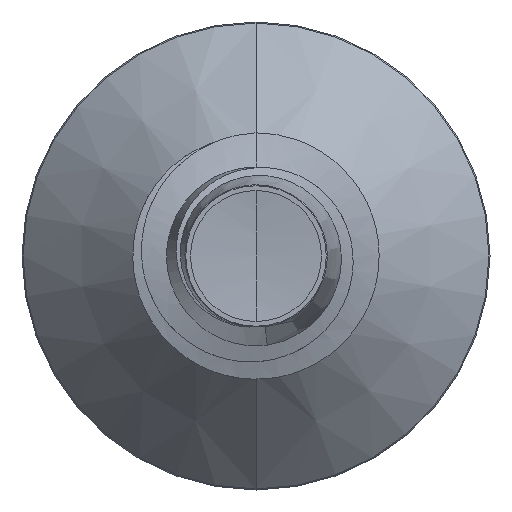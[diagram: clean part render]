
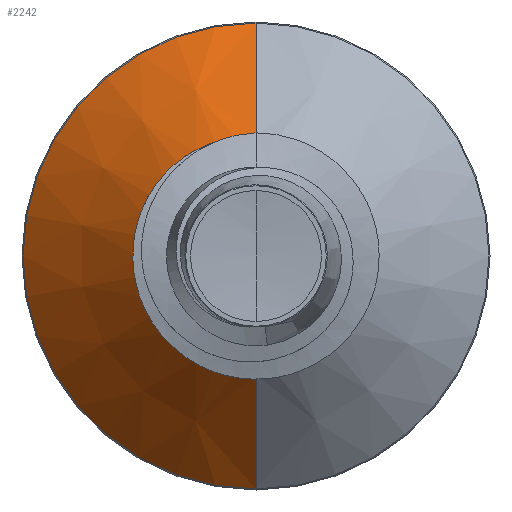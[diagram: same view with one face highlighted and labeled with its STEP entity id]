
A CAD part, front view. The second image highlights one B-rep face of the part: STEP entity #2242.
In plain terms, the highlighted conical face has half-angle 45 degrees and reference radius 0.97 mm.
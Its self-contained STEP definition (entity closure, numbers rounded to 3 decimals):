
#97 = VECTOR ( 'NONE', #780, 1000. ) ;
#201 = VERTEX_POINT ( 'NONE', #6341 ) ;
#780 = DIRECTION ( 'NONE',  ( 0., 0.707, -0.707 ) ) ;
#842 = AXIS2_PLACEMENT_3D ( 'NONE', #2458, #2450, #2435 ) ;
#851 = CARTESIAN_POINT ( 'NONE',  ( 0., 1.22, -0.97 ) ) ;
#1045 = CARTESIAN_POINT ( 'NONE',  ( 0., 1.22, 0.97 ) ) ;
#1109 = AXIS2_PLACEMENT_3D ( 'NONE', #5421, #5415, #5405 ) ;
#1125 = DIRECTION ( 'NONE',  ( 0., 0.707, 0.707 ) ) ;
#1886 = CARTESIAN_POINT ( 'NONE',  ( 0., 1.22, 0. ) ) ;
#1887 = DIRECTION ( 'NONE',  ( 0., 0., 1. ) ) ;
#1913 = DIRECTION ( 'NONE',  ( 0., 1., 0. ) ) ;
#2242 = ADVANCED_FACE ( 'NONE', ( #6640 ), #3715, .T. ) ;
#2435 = DIRECTION ( 'NONE',  ( 0., 0., 1. ) ) ;
#2450 = DIRECTION ( 'NONE',  ( 0., 1., 0. ) ) ;
#2458 = CARTESIAN_POINT ( 'NONE',  ( 0., 1.22, 0. ) ) ;
#2872 = CARTESIAN_POINT ( 'NONE',  ( 0., 1.22, 0.97 ) ) ;
#3017 = CARTESIAN_POINT ( 'NONE',  ( 0., 2.141, 1.891 ) ) ;
#3118 = ORIENTED_EDGE ( 'NONE', *, *, #6379, .T. ) ;
#3404 = CARTESIAN_POINT ( 'NONE',  ( 0., 1.22, -0.97 ) ) ;
#3715 = CONICAL_SURFACE ( 'NONE', #5095, 0.97, 0.785 ) ;
#4090 = CIRCLE ( 'NONE', #1109, 1.891 ) ;
#4145 = ORIENTED_EDGE ( 'NONE', *, *, #6399, .T. ) ;
#4318 = VERTEX_POINT ( 'NONE', #3404 ) ;
#4522 = CIRCLE ( 'NONE', #842, 0.97 ) ;
#4559 = ORIENTED_EDGE ( 'NONE', *, *, #6407, .F. ) ;
#4651 = VERTEX_POINT ( 'NONE', #3017 ) ;
#4723 = VECTOR ( 'NONE', #1125, 1000. ) ;
#5095 = AXIS2_PLACEMENT_3D ( 'NONE', #1886, #1913, #1887 ) ;
#5405 = DIRECTION ( 'NONE',  ( 0., 0., 1. ) ) ;
#5415 = DIRECTION ( 'NONE',  ( 0., 1., 0. ) ) ;
#5421 = CARTESIAN_POINT ( 'NONE',  ( 0., 2.141, 0. ) ) ;
#5433 = LINE ( 'NONE', #1045, #4723 ) ;
#5799 = VERTEX_POINT ( 'NONE', #2872 ) ;
#6140 = EDGE_LOOP ( 'NONE', ( #4559, #3118, #4145, #6343 ) ) ;
#6221 = EDGE_CURVE ( 'NONE', #201, #4651, #4090, .T. ) ;
#6283 = LINE ( 'NONE', #851, #97 ) ;
#6341 = CARTESIAN_POINT ( 'NONE',  ( 0., 2.141, -1.891 ) ) ;
#6343 = ORIENTED_EDGE ( 'NONE', *, *, #6221, .F. ) ;
#6379 = EDGE_CURVE ( 'NONE', #4318, #5799, #4522, .T. ) ;
#6399 = EDGE_CURVE ( 'NONE', #5799, #4651, #5433, .T. ) ;
#6407 = EDGE_CURVE ( 'NONE', #4318, #201, #6283, .T. ) ;
#6640 = FACE_OUTER_BOUND ( 'NONE', #6140, .T. ) ;
